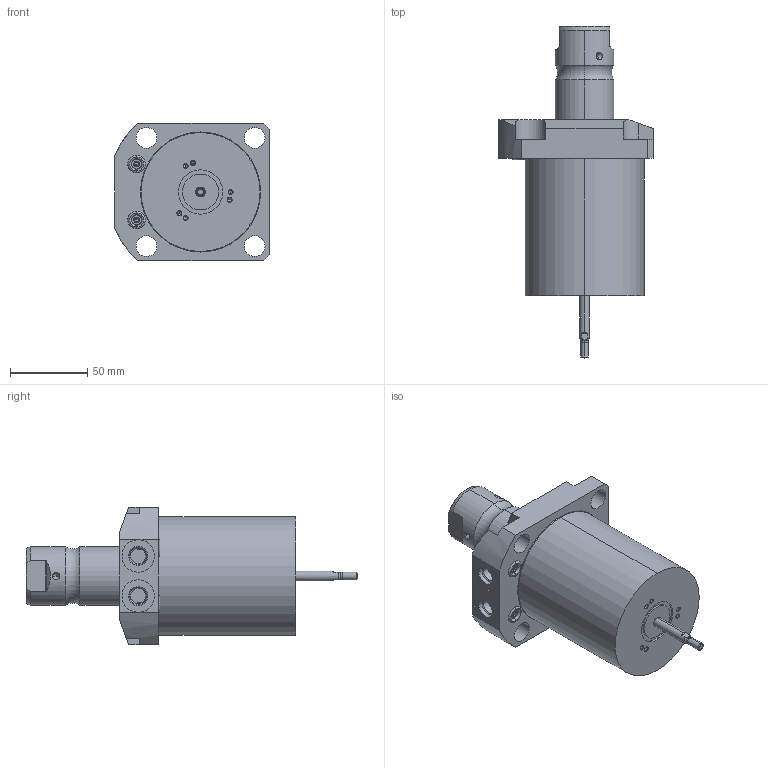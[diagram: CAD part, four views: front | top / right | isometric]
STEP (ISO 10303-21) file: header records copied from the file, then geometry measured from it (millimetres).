
FILE_DESCRIPTION((''),'2;1');
FILE_NAME('ILC14062100PR','2014-07-06T',('jdw'),(''),'PRO/ENGINEER BY PARAMETRIC TECHNOLOGY CORPORATION, 2013320','PRO/ENGINEER BY PARAMETRIC TECHNOLOGY CORPORATION, 2013320','');
FILE_SCHEMA(('AUTOMOTIVE_DESIGN { 1 0 10303 214 1 1 1 1 }'));
Length unit declared in the file: inch
Products named in the file (1): ILC14062100PR
Bounding box: 100 x 214.91 x 88.9 mm (x, y, z)
Volume: 659149.7 mm3; surface area: 59265.8 mm2
Topology: 3 solids, 10 shells, 197 faces, 491 edges, 304 vertices
Faces by surface type: cylinder 80, plane 53, cone 50, torus 14
Entity records: 7778 total; most frequent: CARTESIAN_POINT 1194, DIRECTION 1059, ORIENTED_EDGE 912, PRESENTATION_STYLE_ASSIGNMENT 502, STYLED_ITEM 481, CURVE_STYLE 471, EDGE_CURVE 471, AXIS2_PLACEMENT_3D 430
